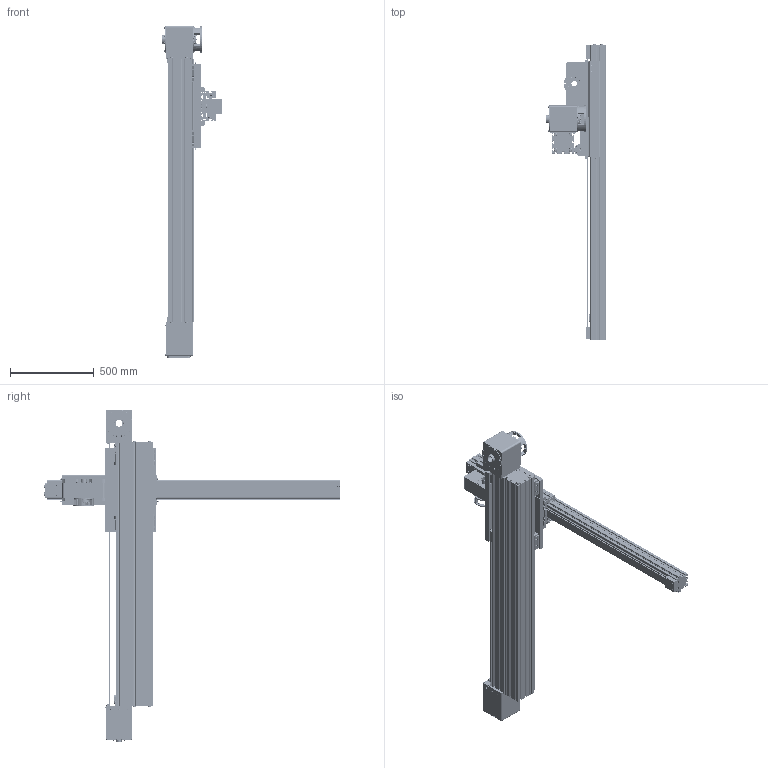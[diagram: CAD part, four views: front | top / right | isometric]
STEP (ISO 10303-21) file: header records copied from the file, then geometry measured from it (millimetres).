
FILE_DESCRIPTION(/* description */ ('','CAx-IF Rec.Pracs.---Representation and Presentation of Product Manufacturing Information (PMI)---4.0---2014-10-13'),/* implementation_level */ '2;1');
FILE_NAME(/* name */ '829.HHL.L CAD FILE.stp',/* time_stamp */ '2022-07-06T16:49:17+02:00',/* author */ ('Ufficio Tecnico'),/* organization */ (''),/* preprocessor_version */ 'ST-DEVELOPER v18.1',/* originating_system */ 'Autodesk Inventor 2022',/* authorisation */ '');
FILE_SCHEMA (('AP242_MANAGED_MODEL_BASED_3D_ENGINEERING_MIM_LF { 1 0 10303 442 1 1 4 }'));
Products named in the file (18): 829.HHL.L CAD FILE; 829.HHL.L ASSE X CAD FILE; Profilo 822.VVL; Coperchio 822.HHL; Testata traino 822.VVL; Carrello 822.VVL; Corpo motore 823.VVL; Calettatore 823.HHL; Flangia riduttore 823.HHL; 829.HHL.L ASSE Z CAD FILE; Profilo 828.HHL.L asse z; Carrello 828.HHL.L; Coperchio 816; Corpo motore 817; Flangia riduttore 817; Calettatore 817; 818.000.002; 818.000.001
Assembly tree (17 placements, depth 3):
  829.HHL.L CAD FILE
    829.HHL.L ASSE X CAD FILE
      Profilo 822.VVL
      Coperchio 822.HHL
      Testata traino 822.VVL
      Carrello 822.VVL
      Corpo motore 823.VVL
      Calettatore 823.HHL
      Flangia riduttore 823.HHL
    829.HHL.L ASSE Z CAD FILE
      Profilo 828.HHL.L asse z
      Carrello 828.HHL.L
      Coperchio 816
      Corpo motore 817
      Flangia riduttore 817
      Calettatore 817
    818.000.002
    818.000.001
Bounding box: 353 x 1761 x 1980.75 mm (x, y, z)
Volume: 82133827.7 mm3; surface area: 6594845.7 mm2
Topology: 27 solids, 27 shells, 5839 faces, 15789 edges, 10397 vertices
Faces by surface type: plane 3846, cylinder 1621, torus 159, cone 141, bspline 40, sphere 32
Full cylindrical faces by diameter (mm): 3.2 x6, 4.9 x6, 4.917 x40, 5 x20, 5.5 x40, 6 x76, 6.4 x2, 6.647 x12, 7 x66, 7.6 x6, 8 x28, 8.5 x26, 9 x18, 9.5 x18, 10 x22, 10.5 x14, 11 x12, 12 x8, 13 x16, 13.5 x4, 14 x26, 16 x5, 17 x5, 19 x12, 32 x1, 36 x3, 40 x4, 46 x1, 50 x3, 52 x2
Entity records: 203008 total; most frequent: CARTESIAN_POINT 47264, ORIENTED_EDGE 31480, DIRECTION 31382, EDGE_CURVE 15740, LINE 11190, VECTOR 11190, VERTEX_POINT 10397, AXIS2_PLACEMENT_3D 10096
